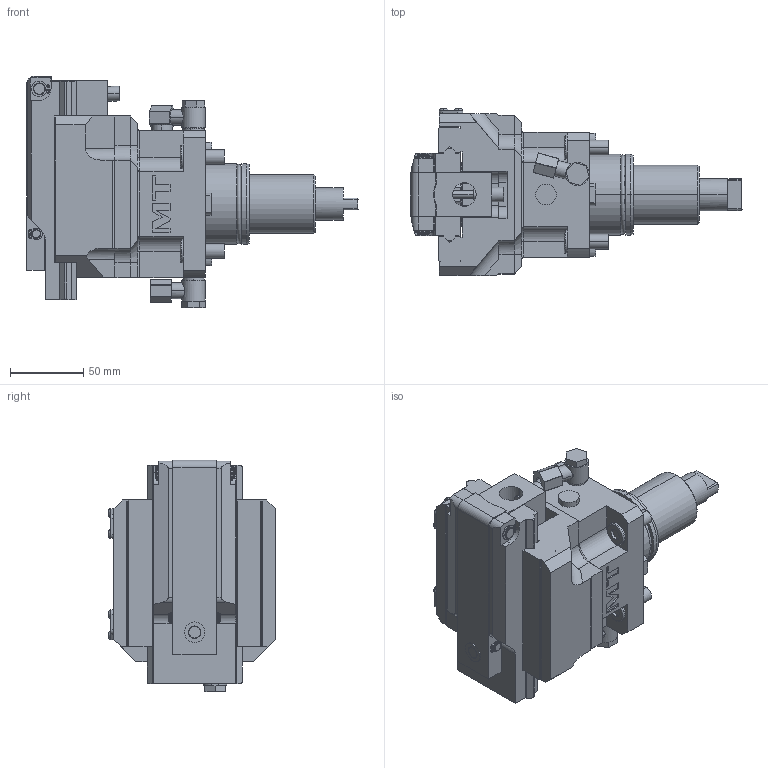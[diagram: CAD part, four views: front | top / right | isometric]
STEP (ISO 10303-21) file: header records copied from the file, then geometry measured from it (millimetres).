
FILE_DESCRIPTION((''),'2;1');
FILE_NAME('DWO1030200_CONF','2023-04-13T08:23:49',('gvalli'),('M.T. srl'),'CREO PARAMETRIC BY PTC INC, 2021072','CREO PARAMETRIC BY PTC INC, 2021072','');
FILE_SCHEMA(('CONFIG_CONTROL_DESIGN'));
Length unit declared in the file: millimetre
Products named in the file (1): DWO1030200_CONF
Bounding box: 226.05 x 113.65 x 157.5 mm (x, y, z)
Volume: 1235066.7 mm3; surface area: 137478.9 mm2
Topology: 1 solids, 1 shells, 716 faces, 1838 edges, 1170 vertices
Faces by surface type: plane 375, cylinder 257, cone 49, torus 23, bspline 8, extrusion 4
Entity records: 23525 total; most frequent: CARTESIAN_POINT 5734, DIRECTION 3755, ORIENTED_EDGE 3676, EDGE_CURVE 1838, AXIS2_PLACEMENT_3D 1323, VERTEX_POINT 1170, VECTOR 1109, LINE 1105
